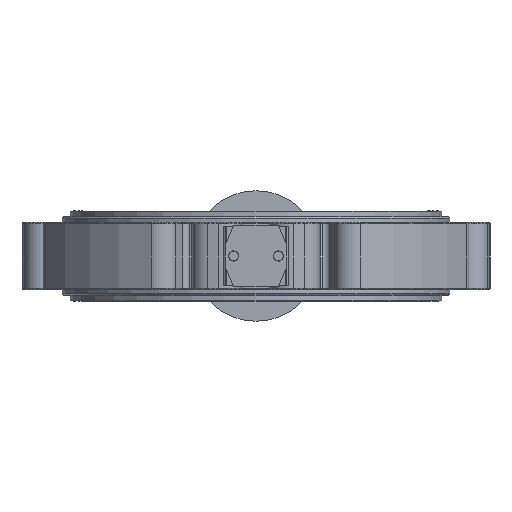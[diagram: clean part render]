
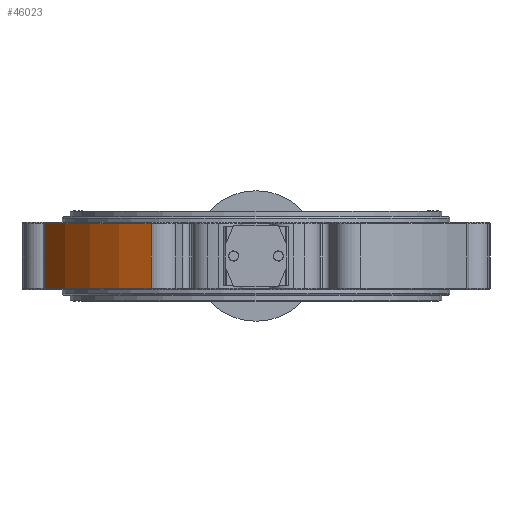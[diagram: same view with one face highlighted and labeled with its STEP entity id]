
A CAD part, front view. The second image highlights one B-rep face of the part: STEP entity #46023.
In plain terms, the highlighted cylindrical face has radius 317.5 mm (diameter 635 mm), a partial arc.
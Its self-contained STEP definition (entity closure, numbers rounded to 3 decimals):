
#1115 = DIRECTION ( 'NONE',  ( -1., 0., 0. ) ) ;
#1523 = ORIENTED_EDGE ( 'NONE', *, *, #62165, .T. ) ;
#4595 = LINE ( 'NONE', #53273, #25336 ) ;
#4803 = ORIENTED_EDGE ( 'NONE', *, *, #58097, .T. ) ;
#6002 = DIRECTION ( 'NONE',  ( 0., 0., 1. ) ) ;
#11157 = CIRCLE ( 'NONE', #13123, 317.5 ) ;
#12142 = DIRECTION ( 'NONE',  ( 1., 0., 0. ) ) ;
#12229 = CIRCLE ( 'NONE', #23439, 317.5 ) ;
#13123 = AXIS2_PLACEMENT_3D ( 'NONE', #58548, #6002, #35298 ) ;
#13141 = LINE ( 'NONE', #62130, #27284 ) ;
#14201 = CARTESIAN_POINT ( 'NONE',  ( -282.895, -144.142, -43. ) ) ;
#18924 = DIRECTION ( 'NONE',  ( 0., 0., -1. ) ) ;
#20880 = VERTEX_POINT ( 'NONE', #43106 ) ;
#20972 = VERTEX_POINT ( 'NONE', #25035 ) ;
#22353 = CARTESIAN_POINT ( 'NONE',  ( 0., 0., 45. ) ) ;
#23439 = AXIS2_PLACEMENT_3D ( 'NONE', #25333, #53646, #1115 ) ;
#25035 = CARTESIAN_POINT ( 'NONE',  ( -140.747, -284.599, -43. ) ) ;
#25333 = CARTESIAN_POINT ( 'NONE',  ( 0., 0., 43. ) ) ;
#25336 = VECTOR ( 'NONE', #28469, 1000. ) ;
#27284 = VECTOR ( 'NONE', #18924, 1000. ) ;
#28469 = DIRECTION ( 'NONE',  ( 0., 0., -1. ) ) ;
#31238 = ORIENTED_EDGE ( 'NONE', *, *, #62677, .T. ) ;
#35298 = DIRECTION ( 'NONE',  ( -1., 0., 0. ) ) ;
#35339 = AXIS2_PLACEMENT_3D ( 'NONE', #22353, #61407, #12142 ) ;
#37232 = FACE_OUTER_BOUND ( 'NONE', #42050, .T. ) ;
#41712 = CARTESIAN_POINT ( 'NONE',  ( -282.895, -144.142, 43. ) ) ;
#42050 = EDGE_LOOP ( 'NONE', ( #4803, #1523, #45771, #31238 ) ) ;
#43106 = CARTESIAN_POINT ( 'NONE',  ( -140.747, -284.599, 43. ) ) ;
#45771 = ORIENTED_EDGE ( 'NONE', *, *, #61691, .F. ) ;
#46023 = ADVANCED_FACE ( 'NONE', ( #37232 ), #46461, .T. ) ;
#46461 = CYLINDRICAL_SURFACE ( 'NONE', #35339, 317.5 ) ;
#48448 = VERTEX_POINT ( 'NONE', #14201 ) ;
#50892 = VERTEX_POINT ( 'NONE', #41712 ) ;
#53273 = CARTESIAN_POINT ( 'NONE',  ( -282.895, -144.142, 45. ) ) ;
#53646 = DIRECTION ( 'NONE',  ( 0., 0., -1. ) ) ;
#58097 = EDGE_CURVE ( 'NONE', #50892, #48448, #4595, .T. ) ;
#58548 = CARTESIAN_POINT ( 'NONE',  ( 0., 0., -43. ) ) ;
#61407 = DIRECTION ( 'NONE',  ( 0., 0., -1. ) ) ;
#61691 = EDGE_CURVE ( 'NONE', #20880, #20972, #13141, .T. ) ;
#62130 = CARTESIAN_POINT ( 'NONE',  ( -140.747, -284.599, 45. ) ) ;
#62165 = EDGE_CURVE ( 'NONE', #48448, #20972, #11157, .T. ) ;
#62677 = EDGE_CURVE ( 'NONE', #20880, #50892, #12229, .T. ) ;
